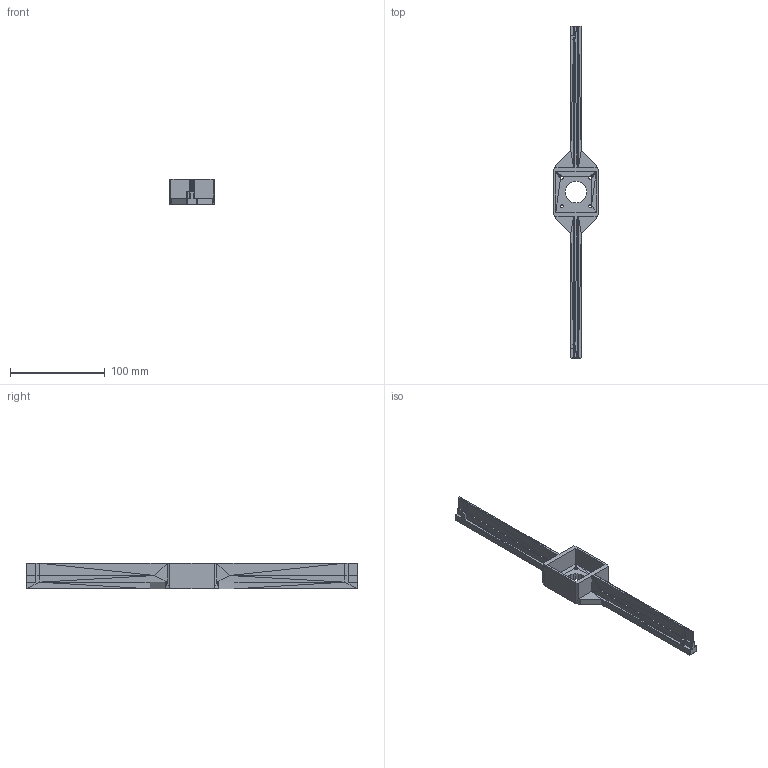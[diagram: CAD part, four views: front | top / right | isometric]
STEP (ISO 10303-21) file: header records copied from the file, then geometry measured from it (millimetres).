
FILE_DESCRIPTION(('FreeCAD Model'),'2;1');
FILE_NAME('Open CASCADE Shape Model','2025-06-15T10:39:32',(''),(''), 'Open CASCADE STEP processor 7.8','FreeCAD','Unknown');
FILE_SCHEMA(('AUTOMOTIVE_DESIGN { 1 0 10303 214 1 1 1 1 }'));
Length unit declared in the file: millimetre
Products named in the file (1): Turntable_Base_large_version_35cm001 (Solid)001
Bounding box: 47 x 350 x 27 mm (x, y, z)
Volume: 73993.7 mm3; surface area: 37312.2 mm2
Topology: 1 solids, 1 shells, 716 faces, 1558 edges, 844 vertices
Faces by surface type: plane 716
Entity records: 38628 total; most frequent: CARTESIAN_POINT 6235, DIRECTION 6108, LINE 4674, VECTOR 4674, ORIENTED_EDGE 3116, PCURVE 3116, DEFINITIONAL_REPRESENTATION 3116, EDGE_CURVE 1558
